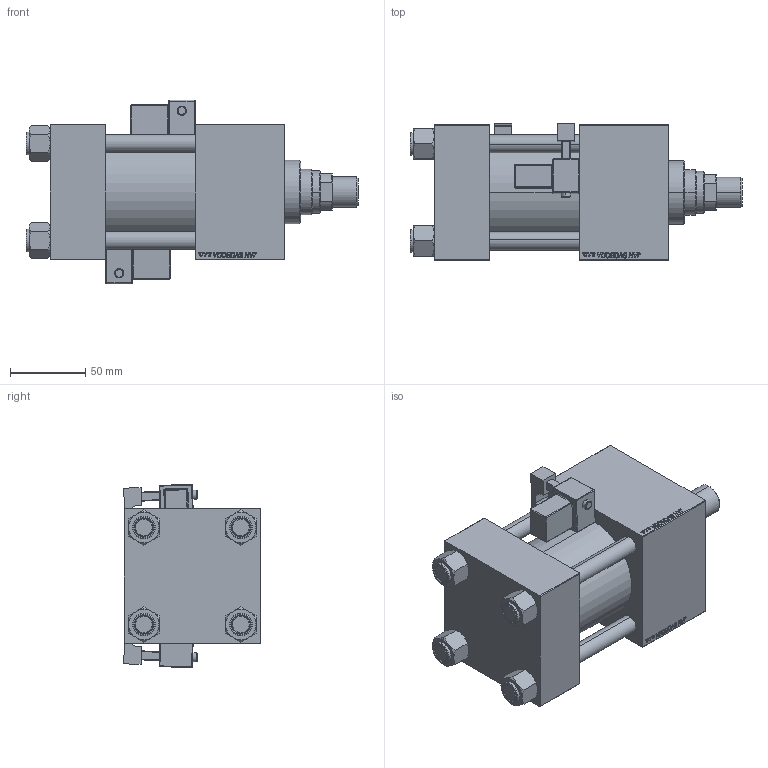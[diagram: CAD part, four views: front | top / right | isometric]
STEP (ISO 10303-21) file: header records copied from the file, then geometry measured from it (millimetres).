
FILE_DESCRIPTION (( 'STEP AP203' ), '1' );
FILE_NAME ('4761.STEP', '2024-04-03T08:09:18', ( '' ), ( '' ), 'SwSTEP 2.0', 'SolidWorks 2019', '' );
FILE_SCHEMA (( 'CONFIG_CONTROL_DESIGN' ));
Length unit declared in the file: millimetre
Products named in the file (9): 4761; NUT_M5_C 960f7578e47edf150dd245927f05f402; FEMALE_PART_FOR_DFA 960f7578e47edf150dd245927f05f402; V215_VC_A 960f7578e47edf150dd245927f05f402; V215CR_MSU 960f7578e47edf150dd245927f05f402; V215CR_C_Body 960f7578e47edf150dd245927f05f402; V215CR_C_TYCINKA 960f7578e47edf150dd245927f05f402; V215CR_VCP_C 960f7578e47edf150dd245927f05f402; DFA 960f7578e47edf150dd245927f05f402
Assembly tree (15 placements, depth 3):
  4761
    V215CR_C_Body 960f7578e47edf150dd245927f05f402
    V215CR_VCP_C 960f7578e47edf150dd245927f05f402
    NUT_M5_C 960f7578e47edf150dd245927f05f402  x4
    V215CR_C_TYCINKA 960f7578e47edf150dd245927f05f402  x4
    V215_VC_A 960f7578e47edf150dd245927f05f402
    DFA 960f7578e47edf150dd245927f05f402
      FEMALE_PART_FOR_DFA 960f7578e47edf150dd245927f05f402
    V215CR_MSU 960f7578e47edf150dd245927f05f402  x2
Bounding box: 220 x 90.53 x 121.57 mm (x, y, z)
Volume: 1012193.5 mm3; surface area: 199055.7 mm2
Topology: 14 solids, 14 shells, 1336 faces, 3312 edges, 2105 vertices
Faces by surface type: plane 596, bspline 392, cylinder 156, cone 148, sphere 24, torus 20
Entity records: 53599 total; most frequent: CARTESIAN_POINT 27634, ORIENTED_EDGE 5734, DIRECTION 3875, EDGE_CURVE 2867, VERTEX_POINT 1865, VECTOR 1729, LINE 1729, EDGE_LOOP 1272
